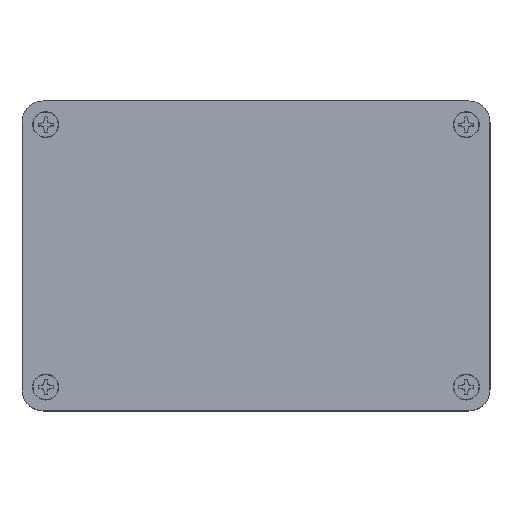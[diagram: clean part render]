
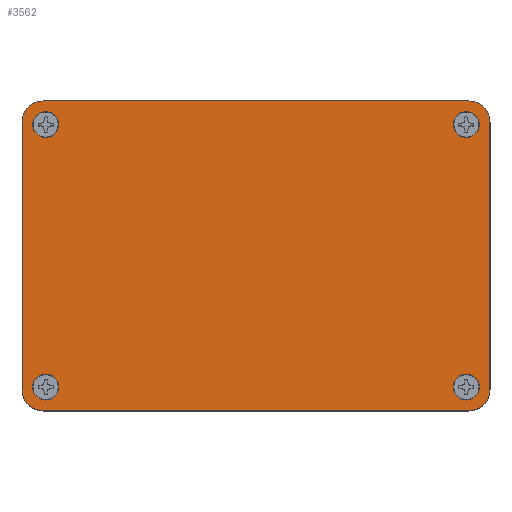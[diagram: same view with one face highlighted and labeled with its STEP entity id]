
A CAD part, top view. The second image highlights one B-rep face of the part: STEP entity #3562.
In plain terms, the highlighted planar face has unit normal (0, 0, 1).
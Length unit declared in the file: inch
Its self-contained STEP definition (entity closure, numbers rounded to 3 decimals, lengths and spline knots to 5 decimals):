
#256=FACE_BOUND('',#621,.T.);
#257=FACE_BOUND('',#622,.T.);
#258=FACE_BOUND('',#623,.T.);
#259=FACE_BOUND('',#624,.T.);
#302=PLANE('',#3819);
#397=FACE_OUTER_BOUND('',#620,.T.);
#620=EDGE_LOOP('',(#2489,#2490,#2491,#2492,#2493,#2494,#2495,#2496));
#621=EDGE_LOOP('',(#2497));
#622=EDGE_LOOP('',(#2498));
#623=EDGE_LOOP('',(#2499));
#624=EDGE_LOOP('',(#2500));
#889=LINE('',#5361,#1172);
#890=LINE('',#5365,#1173);
#891=LINE('',#5369,#1174);
#892=LINE('',#5372,#1175);
#1172=VECTOR('',#4246,0.3937);
#1173=VECTOR('',#4249,0.3937);
#1174=VECTOR('',#4252,0.3937);
#1175=VECTOR('',#4255,0.3937);
#1454=CIRCLE('',#3817,0.0615);
#1456=CIRCLE('',#3820,0.1);
#1457=CIRCLE('',#3821,0.1);
#1458=CIRCLE('',#3822,0.1);
#1459=CIRCLE('',#3823,0.1);
#1460=CIRCLE('',#3824,0.0615);
#1461=CIRCLE('',#3825,0.0615);
#1462=CIRCLE('',#3826,0.0615);
#1622=VERTEX_POINT('',#5351);
#1624=VERTEX_POINT('',#5357);
#1625=VERTEX_POINT('',#5358);
#1626=VERTEX_POINT('',#5360);
#1627=VERTEX_POINT('',#5362);
#1628=VERTEX_POINT('',#5364);
#1629=VERTEX_POINT('',#5366);
#1630=VERTEX_POINT('',#5368);
#1631=VERTEX_POINT('',#5370);
#1632=VERTEX_POINT('',#5373);
#1633=VERTEX_POINT('',#5375);
#1634=VERTEX_POINT('',#5377);
#1956=EDGE_CURVE('',#1622,#1622,#1454,.T.);
#1959=EDGE_CURVE('',#1624,#1625,#1456,.T.);
#1960=EDGE_CURVE('',#1626,#1624,#889,.T.);
#1961=EDGE_CURVE('',#1627,#1626,#1457,.T.);
#1962=EDGE_CURVE('',#1627,#1628,#890,.T.);
#1963=EDGE_CURVE('',#1629,#1628,#1458,.T.);
#1964=EDGE_CURVE('',#1630,#1629,#891,.T.);
#1965=EDGE_CURVE('',#1631,#1630,#1459,.T.);
#1966=EDGE_CURVE('',#1631,#1625,#892,.T.);
#1967=EDGE_CURVE('',#1632,#1632,#1460,.T.);
#1968=EDGE_CURVE('',#1633,#1633,#1461,.T.);
#1969=EDGE_CURVE('',#1634,#1634,#1462,.T.);
#2489=ORIENTED_EDGE('',*,*,#1959,.F.);
#2490=ORIENTED_EDGE('',*,*,#1960,.F.);
#2491=ORIENTED_EDGE('',*,*,#1961,.F.);
#2492=ORIENTED_EDGE('',*,*,#1962,.T.);
#2493=ORIENTED_EDGE('',*,*,#1963,.F.);
#2494=ORIENTED_EDGE('',*,*,#1964,.F.);
#2495=ORIENTED_EDGE('',*,*,#1965,.F.);
#2496=ORIENTED_EDGE('',*,*,#1966,.T.);
#2497=ORIENTED_EDGE('',*,*,#1967,.F.);
#2498=ORIENTED_EDGE('',*,*,#1968,.F.);
#2499=ORIENTED_EDGE('',*,*,#1969,.F.);
#2500=ORIENTED_EDGE('',*,*,#1956,.F.);
#3562=ADVANCED_FACE('',(#397,#256,#257,#258,#259),#302,.T.);
#3817=AXIS2_PLACEMENT_3D('',#5352,#4237,#4238);
#3819=AXIS2_PLACEMENT_3D('',#5356,#4242,#4243);
#3820=AXIS2_PLACEMENT_3D('',#5359,#4244,#4245);
#3821=AXIS2_PLACEMENT_3D('',#5363,#4247,#4248);
#3822=AXIS2_PLACEMENT_3D('',#5367,#4250,#4251);
#3823=AXIS2_PLACEMENT_3D('',#5371,#4253,#4254);
#3824=AXIS2_PLACEMENT_3D('',#5374,#4256,#4257);
#3825=AXIS2_PLACEMENT_3D('',#5376,#4258,#4259);
#3826=AXIS2_PLACEMENT_3D('',#5378,#4260,#4261);
#4237=DIRECTION('center_axis',(0.,0.,1.));
#4238=DIRECTION('ref_axis',(-1.,0.,0.));
#4242=DIRECTION('center_axis',(0.,0.,1.));
#4243=DIRECTION('ref_axis',(-1.,0.,0.));
#4244=DIRECTION('center_axis',(0.,0.,-1.));
#4245=DIRECTION('ref_axis',(0.707,-0.707,0.));
#4246=DIRECTION('',(0.,-1.,0.));
#4247=DIRECTION('center_axis',(0.,0.,-1.));
#4248=DIRECTION('ref_axis',(0.707,0.707,0.));
#4249=DIRECTION('',(-1.,0.,0.));
#4250=DIRECTION('center_axis',(0.,0.,-1.));
#4251=DIRECTION('ref_axis',(-0.707,0.707,0.));
#4252=DIRECTION('',(0.,1.,0.));
#4253=DIRECTION('center_axis',(0.,0.,-1.));
#4254=DIRECTION('ref_axis',(-0.707,-0.707,0.));
#4255=DIRECTION('',(1.,0.,0.));
#4256=DIRECTION('center_axis',(0.,0.,1.));
#4257=DIRECTION('ref_axis',(-1.,0.,0.));
#4258=DIRECTION('center_axis',(0.,0.,1.));
#4259=DIRECTION('ref_axis',(-1.,0.,0.));
#4260=DIRECTION('center_axis',(0.,0.,1.));
#4261=DIRECTION('ref_axis',(-1.,0.,0.));
#5351=CARTESIAN_POINT('',(1.85682,1.30749,2.22124));
#5352=CARTESIAN_POINT('Origin',(1.79532,1.30749,2.22124));
#5356=CARTESIAN_POINT('Origin',(0.8,0.65,2.22124));
#5357=CARTESIAN_POINT('',(1.90748,0.05352,2.22124));
#5358=CARTESIAN_POINT('',(1.80748,-0.04648,2.22124));
#5359=CARTESIAN_POINT('Origin',(1.80748,0.05352,2.22124));
#5360=CARTESIAN_POINT('',(1.90748,1.31948,2.22124));
#5361=CARTESIAN_POINT('',(1.90748,0.,2.22124));
#5362=CARTESIAN_POINT('',(1.80748,1.41948,2.22124));
#5363=CARTESIAN_POINT('Origin',(1.80748,1.31948,2.22124));
#5364=CARTESIAN_POINT('',(-0.20748,1.41948,2.22124));
#5365=CARTESIAN_POINT('',(0.4,1.41948,2.22124));
#5366=CARTESIAN_POINT('',(-0.30748,1.31948,2.22124));
#5367=CARTESIAN_POINT('Origin',(-0.20748,1.31948,2.22124));
#5368=CARTESIAN_POINT('',(-0.30748,0.05352,2.22124));
#5369=CARTESIAN_POINT('',(-0.30748,-0.15748,2.22124));
#5370=CARTESIAN_POINT('',(-0.20748,-0.04648,2.22124));
#5371=CARTESIAN_POINT('Origin',(-0.20748,0.05352,2.22124));
#5372=CARTESIAN_POINT('',(0.4,-0.04648,2.22124));
#5373=CARTESIAN_POINT('',(1.85682,0.0657,2.22124));
#5374=CARTESIAN_POINT('Origin',(1.79532,0.0657,2.22124));
#5375=CARTESIAN_POINT('',(-0.13383,1.30749,2.22124));
#5376=CARTESIAN_POINT('Origin',(-0.19532,1.30749,2.22124));
#5377=CARTESIAN_POINT('',(-0.13383,0.0657,2.22124));
#5378=CARTESIAN_POINT('Origin',(-0.19532,0.0657,2.22124));
